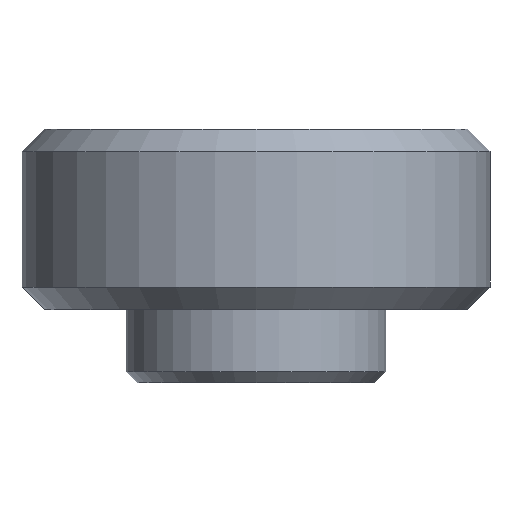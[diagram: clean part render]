
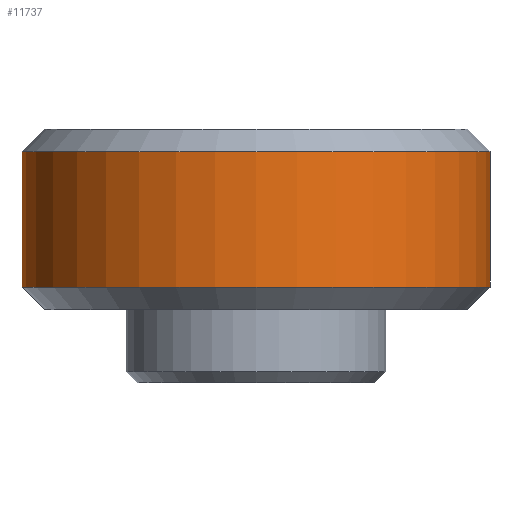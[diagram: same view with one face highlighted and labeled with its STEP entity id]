
A CAD part, front view. The second image highlights one B-rep face of the part: STEP entity #11737.
In plain terms, the highlighted cylindrical face has radius 10.541 mm (diameter 21.082 mm), a partial arc.
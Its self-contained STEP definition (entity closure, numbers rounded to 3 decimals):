
#675 = DIRECTION ( 'NONE',  ( 0., 0., 1. ) ) ;
#719 = VERTEX_POINT ( 'NONE', #13605 ) ;
#1591 = ORIENTED_EDGE ( 'NONE', *, *, #7270, .T. ) ;
#1713 = CARTESIAN_POINT ( 'NONE',  ( -10.541, 0., -1.397 ) ) ;
#1816 = CARTESIAN_POINT ( 'NONE',  ( -10.541, 0., 5.715 ) ) ;
#1854 = VECTOR ( 'NONE', #7141, 1000. ) ;
#2914 = AXIS2_PLACEMENT_3D ( 'NONE', #6030, #13416, #7105 ) ;
#3281 = CARTESIAN_POINT ( 'NONE',  ( 10.541, 0., 5.715 ) ) ;
#3396 = ORIENTED_EDGE ( 'NONE', *, *, #8164, .F. ) ;
#3883 = EDGE_CURVE ( 'NONE', #6176, #11817, #12422, .T. ) ;
#3954 = EDGE_LOOP ( 'NONE', ( #9135, #1591, #10806, #3396 ) ) ;
#4184 = AXIS2_PLACEMENT_3D ( 'NONE', #4900, #675, #7030 ) ;
#4394 = EDGE_CURVE ( 'NONE', #719, #8653, #13557, .T. ) ;
#4900 = CARTESIAN_POINT ( 'NONE',  ( 0., 0., 5.715 ) ) ;
#5459 = VECTOR ( 'NONE', #11803, 1000. ) ;
#6030 = CARTESIAN_POINT ( 'NONE',  ( 0., 0., -1.397 ) ) ;
#6036 = DIRECTION ( 'NONE',  ( 0., 0., 1. ) ) ;
#6176 = VERTEX_POINT ( 'NONE', #1713 ) ;
#6886 = CYLINDRICAL_SURFACE ( 'NONE', #4184, 10.541 ) ;
#7030 = DIRECTION ( 'NONE',  ( 1., 0., 0. ) ) ;
#7105 = DIRECTION ( 'NONE',  ( 1., 0., 0. ) ) ;
#7141 = DIRECTION ( 'NONE',  ( 0., 0., 1. ) ) ;
#7270 = EDGE_CURVE ( 'NONE', #6176, #719, #10207, .T. ) ;
#7621 = AXIS2_PLACEMENT_3D ( 'NONE', #12356, #6036, #13428 ) ;
#8164 = EDGE_CURVE ( 'NONE', #11817, #8653, #13346, .T. ) ;
#8653 = VERTEX_POINT ( 'NONE', #12084 ) ;
#9135 = ORIENTED_EDGE ( 'NONE', *, *, #3883, .F. ) ;
#10207 = CIRCLE ( 'NONE', #2914, 10.541 ) ;
#10806 = ORIENTED_EDGE ( 'NONE', *, *, #4394, .T. ) ;
#11349 = CARTESIAN_POINT ( 'NONE',  ( -10.541, 0., 4.699 ) ) ;
#11737 = ADVANCED_FACE ( 'NONE', ( #12506 ), #6886, .T. ) ;
#11803 = DIRECTION ( 'NONE',  ( 0., 0., 1. ) ) ;
#11817 = VERTEX_POINT ( 'NONE', #11349 ) ;
#12084 = CARTESIAN_POINT ( 'NONE',  ( 10.541, 0., 4.699 ) ) ;
#12356 = CARTESIAN_POINT ( 'NONE',  ( 0., 0., 4.699 ) ) ;
#12422 = LINE ( 'NONE', #1816, #1854 ) ;
#12506 = FACE_OUTER_BOUND ( 'NONE', #3954, .T. ) ;
#13346 = CIRCLE ( 'NONE', #7621, 10.541 ) ;
#13416 = DIRECTION ( 'NONE',  ( 0., 0., 1. ) ) ;
#13428 = DIRECTION ( 'NONE',  ( 1., 0., 0. ) ) ;
#13557 = LINE ( 'NONE', #3281, #5459 ) ;
#13605 = CARTESIAN_POINT ( 'NONE',  ( 10.541, 0., -1.397 ) ) ;
